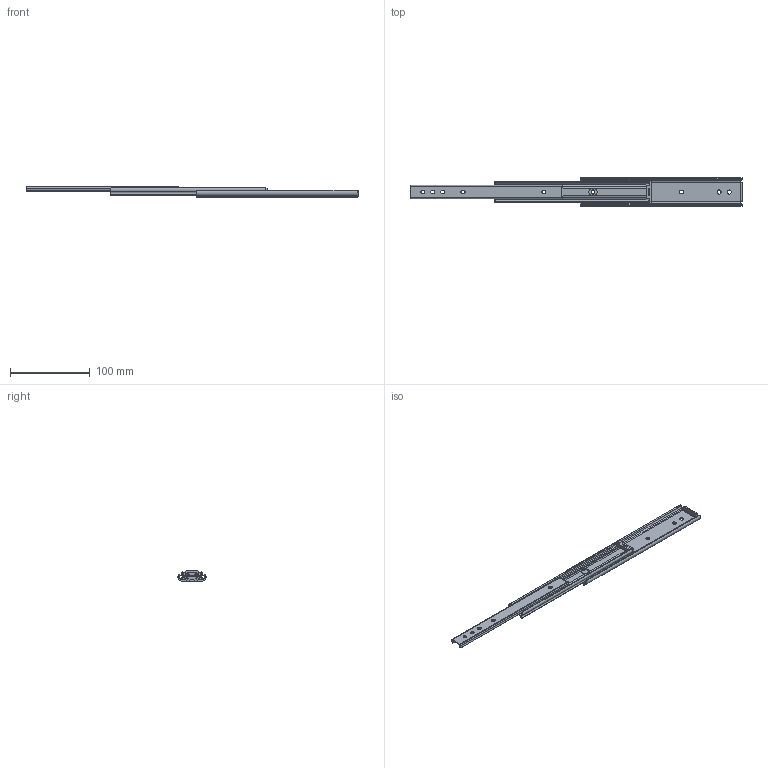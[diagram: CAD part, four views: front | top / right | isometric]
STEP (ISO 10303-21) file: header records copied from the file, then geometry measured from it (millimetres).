
FILE_DESCRIPTION (( 'STEP AP203' ), '1' );
FILE_NAME ('C350-8.STEP', '2021-03-18T06:27:11', ( '' ), ( '' ), 'SwSTEP 2.0', 'SolidWorks 2019', '' );
FILE_SCHEMA (( 'CONFIG_CONTROL_DESIGN' ));
Length unit declared in the file: millimetre
Products named in the file (5): PN198B; C350-8; C350-8 IM; C350-8 CM; C350-8 OM
Assembly tree (4 placements, depth 2):
  C350-8
    C350-8 OM
    C350-8 CM
    PN198B
    C350-8 IM
Bounding box: 417.35 x 35.3 x 13 mm (x, y, z)
Volume: 35317.3 mm3; surface area: 46124.1 mm2
Topology: 4 solids, 4 shells, 284 faces, 839 edges, 552 vertices
Faces by surface type: plane 154, cylinder 130
Entity records: 10458 total; most frequent: CARTESIAN_POINT 2250, ORIENTED_EDGE 1678, DIRECTION 1575, EDGE_CURVE 839, VERTEX_POINT 552, AXIS2_PLACEMENT_3D 527, LINE 521, VECTOR 521
